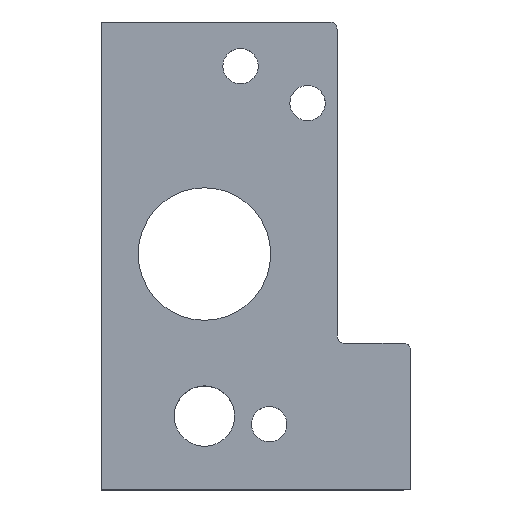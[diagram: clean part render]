
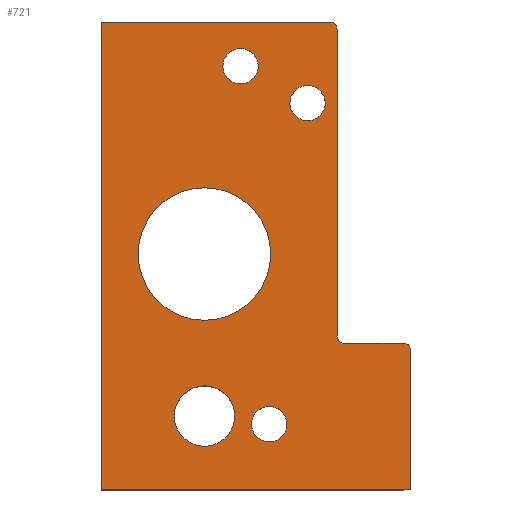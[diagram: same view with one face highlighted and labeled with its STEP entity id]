
A CAD part, top view. The second image highlights one B-rep face of the part: STEP entity #721.
In plain terms, the highlighted planar face has unit normal (0, 0, 1).
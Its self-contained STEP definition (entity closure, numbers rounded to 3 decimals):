
#33=LINE('',#1068,#98);
#35=LINE('',#1074,#100);
#43=LINE('',#1093,#108);
#52=LINE('',#1113,#117);
#56=LINE('',#1125,#121);
#76=LINE('',#1180,#141);
#98=VECTOR('',#860,10.);
#100=VECTOR('',#866,10.);
#108=VECTOR('',#882,10.);
#117=VECTOR('',#901,10.);
#121=VECTOR('',#915,10.);
#141=VECTOR('',#977,10.);
#180=FACE_BOUND('',#281,.T.);
#181=FACE_BOUND('',#282,.T.);
#182=FACE_BOUND('',#283,.T.);
#183=FACE_BOUND('',#284,.T.);
#184=FACE_BOUND('',#285,.T.);
#222=FACE_OUTER_BOUND('',#280,.T.);
#280=EDGE_LOOP('',(#647,#648,#649,#650,#651,#652,#653,#654,#655));
#281=EDGE_LOOP('',(#656));
#282=EDGE_LOOP('',(#657));
#283=EDGE_LOOP('',(#658));
#284=EDGE_LOOP('',(#659));
#285=EDGE_LOOP('',(#660));
#288=CIRCLE('',#728,9.);
#299=CIRCLE('',#744,4.1);
#306=CIRCLE('',#758,1.);
#307=CIRCLE('',#761,1.);
#308=CIRCLE('',#763,1.);
#309=CIRCLE('',#766,2.4);
#312=CIRCLE('',#772,2.4);
#313=CIRCLE('',#774,2.4);
#316=VERTEX_POINT('',#996);
#341=VERTEX_POINT('',#1051);
#347=VERTEX_POINT('',#1065);
#348=VERTEX_POINT('',#1067);
#350=VERTEX_POINT('',#1073);
#357=VERTEX_POINT('',#1091);
#360=VERTEX_POINT('',#1102);
#361=VERTEX_POINT('',#1104);
#364=VERTEX_POINT('',#1115);
#365=VERTEX_POINT('',#1119);
#366=VERTEX_POINT('',#1121);
#367=VERTEX_POINT('',#1127);
#370=VERTEX_POINT('',#1136);
#371=VERTEX_POINT('',#1139);
#384=EDGE_CURVE('',#316,#316,#288,.T.);
#409=EDGE_CURVE('',#341,#341,#299,.T.);
#416=EDGE_CURVE('',#347,#348,#33,.F.);
#419=EDGE_CURVE('',#350,#348,#35,.T.);
#429=EDGE_CURVE('',#357,#347,#43,.F.);
#435=EDGE_CURVE('',#361,#360,#306,.T.);
#440=EDGE_CURVE('',#357,#361,#52,.T.);
#441=EDGE_CURVE('',#364,#350,#307,.T.);
#444=EDGE_CURVE('',#366,#365,#308,.T.);
#446=EDGE_CURVE('',#366,#360,#56,.F.);
#447=EDGE_CURVE('',#367,#367,#309,.T.);
#450=EDGE_CURVE('',#370,#370,#312,.T.);
#451=EDGE_CURVE('',#371,#371,#313,.T.);
#471=EDGE_CURVE('',#365,#364,#76,.T.);
#647=ORIENTED_EDGE('',*,*,#435,.T.);
#648=ORIENTED_EDGE('',*,*,#446,.F.);
#649=ORIENTED_EDGE('',*,*,#444,.T.);
#650=ORIENTED_EDGE('',*,*,#471,.T.);
#651=ORIENTED_EDGE('',*,*,#441,.T.);
#652=ORIENTED_EDGE('',*,*,#419,.T.);
#653=ORIENTED_EDGE('',*,*,#416,.F.);
#654=ORIENTED_EDGE('',*,*,#429,.F.);
#655=ORIENTED_EDGE('',*,*,#440,.T.);
#656=ORIENTED_EDGE('',*,*,#384,.F.);
#657=ORIENTED_EDGE('',*,*,#447,.F.);
#658=ORIENTED_EDGE('',*,*,#450,.F.);
#659=ORIENTED_EDGE('',*,*,#451,.F.);
#660=ORIENTED_EDGE('',*,*,#409,.T.);
#683=PLANE('',#789);
#721=ADVANCED_FACE('',(#222,#180,#181,#182,#183,#184),#683,.T.);
#728=AXIS2_PLACEMENT_3D('',#997,#800,#801);
#744=AXIS2_PLACEMENT_3D('',#1052,#846,#847);
#758=AXIS2_PLACEMENT_3D('',#1105,#893,#894);
#761=AXIS2_PLACEMENT_3D('',#1116,#904,#905);
#763=AXIS2_PLACEMENT_3D('',#1122,#910,#911);
#766=AXIS2_PLACEMENT_3D('',#1128,#918,#919);
#772=AXIS2_PLACEMENT_3D('',#1137,#930,#931);
#774=AXIS2_PLACEMENT_3D('',#1140,#934,#935);
#789=AXIS2_PLACEMENT_3D('',#1188,#987,#988);
#800=DIRECTION('center_axis',(0.,0.,1.));
#801=DIRECTION('ref_axis',(-1.,0.,0.));
#846=DIRECTION('center_axis',(0.,0.,-1.));
#847=DIRECTION('ref_axis',(-1.,0.,0.));
#860=DIRECTION('',(0.,-1.,0.));
#866=DIRECTION('',(-1.,0.,0.));
#882=DIRECTION('',(1.,0.,0.));
#893=DIRECTION('center_axis',(0.,0.,1.));
#894=DIRECTION('ref_axis',(0.707,0.707,0.));
#901=DIRECTION('',(0.,1.,0.));
#904=DIRECTION('center_axis',(0.,0.,1.));
#905=DIRECTION('ref_axis',(0.707,0.707,0.));
#910=DIRECTION('center_axis',(0.,0.,-1.));
#911=DIRECTION('ref_axis',(-0.707,-0.707,0.));
#915=DIRECTION('',(-1.,0.,0.));
#918=DIRECTION('center_axis',(0.,0.,1.));
#919=DIRECTION('ref_axis',(-1.,0.,0.));
#930=DIRECTION('center_axis',(0.,0.,1.));
#931=DIRECTION('ref_axis',(-1.,0.,0.));
#934=DIRECTION('center_axis',(0.,0.,1.));
#935=DIRECTION('ref_axis',(-1.,0.,0.));
#977=DIRECTION('',(0.,1.,0.));
#987=DIRECTION('center_axis',(0.,0.,1.));
#988=DIRECTION('ref_axis',(-1.,0.,0.));
#996=CARTESIAN_POINT('',(-156.,-98.5,59.));
#997=CARTESIAN_POINT('Origin',(-165.,-98.5,59.));
#1051=CARTESIAN_POINT('',(-160.9,-120.5,59.));
#1052=CARTESIAN_POINT('Origin',(-165.,-120.5,59.));
#1065=CARTESIAN_POINT('',(-179.,-130.5,59.));
#1067=CARTESIAN_POINT('',(-179.,-67.,59.));
#1068=CARTESIAN_POINT('',(-179.,-91.5,59.));
#1073=CARTESIAN_POINT('',(-148.,-67.,59.));
#1074=CARTESIAN_POINT('',(-163.,-67.,59.));
#1091=CARTESIAN_POINT('',(-137.,-130.5,59.));
#1093=CARTESIAN_POINT('',(-171.,-130.5,59.));
#1102=CARTESIAN_POINT('',(-138.,-110.6,59.));
#1104=CARTESIAN_POINT('',(-137.,-111.6,59.));
#1105=CARTESIAN_POINT('Origin',(-138.,-111.6,59.));
#1113=CARTESIAN_POINT('',(-137.,-112.525,59.));
#1115=CARTESIAN_POINT('',(-147.,-68.,59.));
#1116=CARTESIAN_POINT('Origin',(-148.,-68.,59.));
#1119=CARTESIAN_POINT('',(-147.,-109.6,59.));
#1121=CARTESIAN_POINT('',(-146.,-110.6,59.));
#1122=CARTESIAN_POINT('Origin',(-146.,-109.6,59.));
#1125=CARTESIAN_POINT('',(-155.,-110.6,59.));
#1127=CARTESIAN_POINT('',(-148.6,-78.,59.));
#1128=CARTESIAN_POINT('Origin',(-151.,-78.,59.));
#1136=CARTESIAN_POINT('',(-157.7,-73.,59.));
#1137=CARTESIAN_POINT('Origin',(-160.1,-73.,59.));
#1139=CARTESIAN_POINT('',(-153.8,-121.6,59.));
#1140=CARTESIAN_POINT('Origin',(-156.2,-121.6,59.));
#1180=CARTESIAN_POINT('',(-147.,-117.5,59.));
#1188=CARTESIAN_POINT('Origin',(-163.,-104.5,59.));
